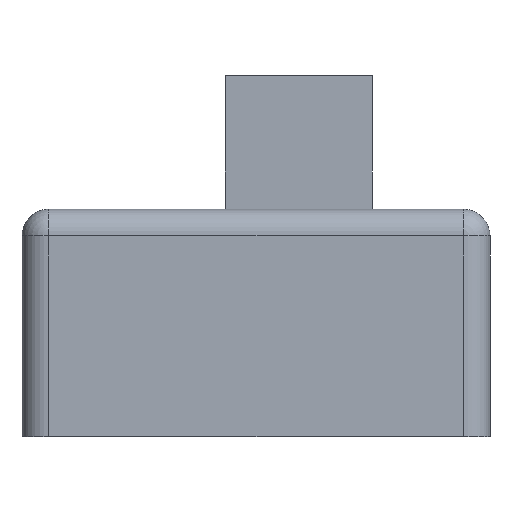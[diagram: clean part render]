
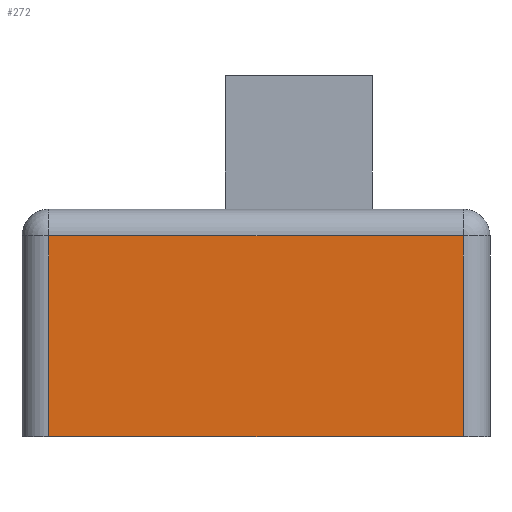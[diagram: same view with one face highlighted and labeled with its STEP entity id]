
A CAD part, front view. The second image highlights one B-rep face of the part: STEP entity #272.
In plain terms, the highlighted planar face has unit normal (0, -1, 0).
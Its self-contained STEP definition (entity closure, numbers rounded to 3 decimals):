
#13 = DIRECTION ( 'NONE',  ( 0., 1., 0. ) ) ;
#48 = EDGE_CURVE ( 'NONE', #104, #193, #634, .T. ) ;
#60 = FACE_OUTER_BOUND ( 'NONE', #167, .T. ) ;
#104 = VERTEX_POINT ( 'NONE', #499 ) ;
#115 = DIRECTION ( 'NONE',  ( 0., 0., -1. ) ) ;
#121 = AXIS2_PLACEMENT_3D ( 'NONE', #128, #13, #451 ) ;
#128 = CARTESIAN_POINT ( 'NONE',  ( -8.75, -3.75, 8.5 ) ) ;
#167 = EDGE_LOOP ( 'NONE', ( #307, #310, #501, #328 ) ) ;
#173 = VECTOR ( 'NONE', #115, 1000. ) ;
#180 = CARTESIAN_POINT ( 'NONE',  ( 7.75, -3.75, 0. ) ) ;
#193 = VERTEX_POINT ( 'NONE', #180 ) ;
#231 = CARTESIAN_POINT ( 'NONE',  ( -7.75, -3.75, 7.5 ) ) ;
#236 = EDGE_CURVE ( 'NONE', #671, #651, #611, .T. ) ;
#264 = EDGE_CURVE ( 'NONE', #193, #671, #713, .T. ) ;
#272 = ADVANCED_FACE ( 'NONE', ( #60 ), #581, .F. ) ;
#307 = ORIENTED_EDGE ( 'NONE', *, *, #264, .T. ) ;
#310 = ORIENTED_EDGE ( 'NONE', *, *, #236, .T. ) ;
#328 = ORIENTED_EDGE ( 'NONE', *, *, #48, .T. ) ;
#338 = DIRECTION ( 'NONE',  ( 0., 0., 1. ) ) ;
#341 = DIRECTION ( 'NONE',  ( -1., 0., 0. ) ) ;
#345 = CARTESIAN_POINT ( 'NONE',  ( 7.75, -3.75, 8.5 ) ) ;
#409 = CARTESIAN_POINT ( 'NONE',  ( 7.75, -3.75, 7.5 ) ) ;
#451 = DIRECTION ( 'NONE',  ( 0., 0., 1. ) ) ;
#498 = LINE ( 'NONE', #687, #173 ) ;
#499 = CARTESIAN_POINT ( 'NONE',  ( -7.75, -3.75, 0. ) ) ;
#501 = ORIENTED_EDGE ( 'NONE', *, *, #503, .T. ) ;
#503 = EDGE_CURVE ( 'NONE', #651, #104, #498, .T. ) ;
#541 = VECTOR ( 'NONE', #548, 1000. ) ;
#548 = DIRECTION ( 'NONE',  ( 1., 0., 0. ) ) ;
#552 = VECTOR ( 'NONE', #341, 1000. ) ;
#581 = PLANE ( 'NONE',  #121 ) ;
#604 = VECTOR ( 'NONE', #338, 1000. ) ;
#611 = LINE ( 'NONE', #690, #552 ) ;
#634 = LINE ( 'NONE', #667, #541 ) ;
#651 = VERTEX_POINT ( 'NONE', #231 ) ;
#667 = CARTESIAN_POINT ( 'NONE',  ( -8.75, -3.75, 0. ) ) ;
#671 = VERTEX_POINT ( 'NONE', #409 ) ;
#687 = CARTESIAN_POINT ( 'NONE',  ( -7.75, -3.75, 8.5 ) ) ;
#690 = CARTESIAN_POINT ( 'NONE',  ( -7.75, -3.75, 7.5 ) ) ;
#713 = LINE ( 'NONE', #345, #604 ) ;
